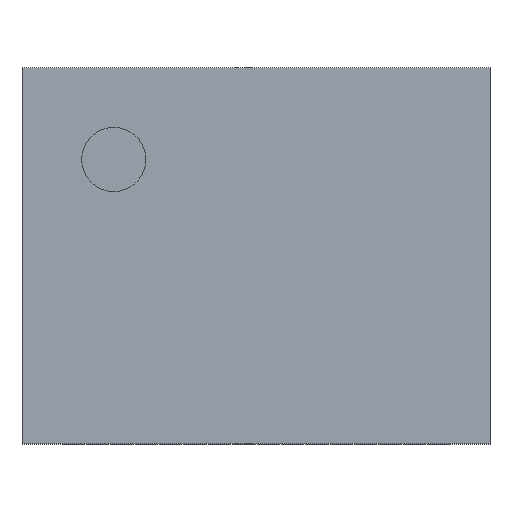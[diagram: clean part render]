
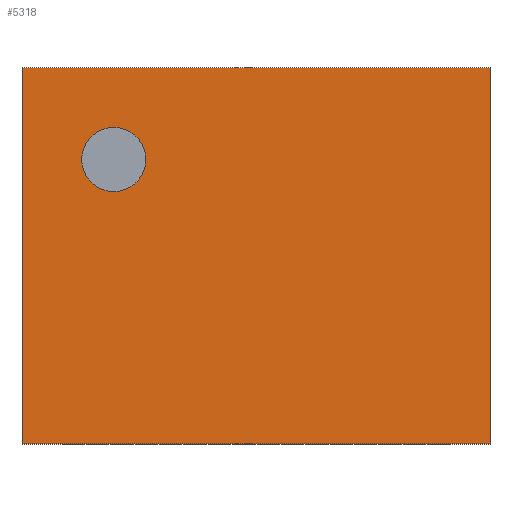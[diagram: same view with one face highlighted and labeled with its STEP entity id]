
A CAD part, top view. The second image highlights one B-rep face of the part: STEP entity #5318.
In plain terms, the highlighted planar face has unit normal (0, 0, 1).
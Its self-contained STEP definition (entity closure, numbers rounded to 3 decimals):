
#334=LINE($,#8260,#970);
#346=LINE($,#8276,#982);
#371=LINE($,#8305,#1007);
#372=LINE($,#8307,#1008);
#970=VECTOR($,#6678,5.1);
#982=VECTOR($,#6692,4.1);
#1007=VECTOR($,#6721,5.1);
#1008=VECTOR($,#6724,4.1);
#1422=PLANE($,#5764);
#1581=FACE_BOUND($,#2036,.T.);
#1714=FACE_OUTER_BOUND($,#2035,.T.);
#2035=EDGE_LOOP($,(#4376,#4377,#4378,#4379));
#2036=EDGE_LOOP($,(#4380));
#2224=CIRCLE($,#5572,0.35);
#2346=VERTEX_POINT($,#7535);
#2596=VERTEX_POINT($,#8257);
#2597=VERTEX_POINT($,#8259);
#2600=VERTEX_POINT($,#8274);
#2602=VERTEX_POINT($,#8303);
#2852=EDGE_CURVE($,#2346,#2346,#2224,.T.);
#3198=EDGE_CURVE($,#2597,#2596,#334,.T.);
#3210=EDGE_CURVE($,#2596,#2600,#346,.T.);
#3235=EDGE_CURVE($,#2600,#2602,#371,.T.);
#3236=EDGE_CURVE($,#2602,#2597,#372,.T.);
#4376=ORIENTED_EDGE($,*,*,#3236,.T.);
#4377=ORIENTED_EDGE($,*,*,#3198,.T.);
#4378=ORIENTED_EDGE($,*,*,#3210,.T.);
#4379=ORIENTED_EDGE($,*,*,#3235,.T.);
#4380=ORIENTED_EDGE($,*,*,#2852,.T.);
#5318=ADVANCED_FACE($,(#1714,#1581),#1422,.T.);
#5572=AXIS2_PLACEMENT_3D($,#7536,#6017,#6018);
#5764=AXIS2_PLACEMENT_3D($,#8308,#6725,#6726);
#6017=DIRECTION('center_axis',(0.,0.,-1.));
#6018=DIRECTION('ref_axis',(-1.,0.,0.));
#6678=DIRECTION($,(1.,0.,0.));
#6692=DIRECTION($,(0.,1.,0.));
#6721=DIRECTION($,(-1.,0.,0.));
#6724=DIRECTION($,(0.,-1.,0.));
#6725=DIRECTION('center_axis',(0.,0.,1.));
#6726=DIRECTION('ref_axis',(1.,0.,0.));
#7535=CARTESIAN_POINT('',(-1.2,1.05,1.9));
#7536=CARTESIAN_POINT('Origin',(-1.55,1.05,1.9));
#8257=CARTESIAN_POINT('',(2.55,-2.05,1.9));
#8259=CARTESIAN_POINT('',(-2.55,-2.05,1.9));
#8260=CARTESIAN_POINT($,(2.55,-2.05,1.9));
#8274=CARTESIAN_POINT('',(2.55,2.05,1.9));
#8276=CARTESIAN_POINT($,(2.55,2.05,1.9));
#8303=CARTESIAN_POINT('',(-2.55,2.05,1.9));
#8305=CARTESIAN_POINT($,(-2.55,2.05,1.9));
#8307=CARTESIAN_POINT($,(-2.55,-2.05,1.9));
#8308=CARTESIAN_POINT('Origin',(0.,0.,1.9));
